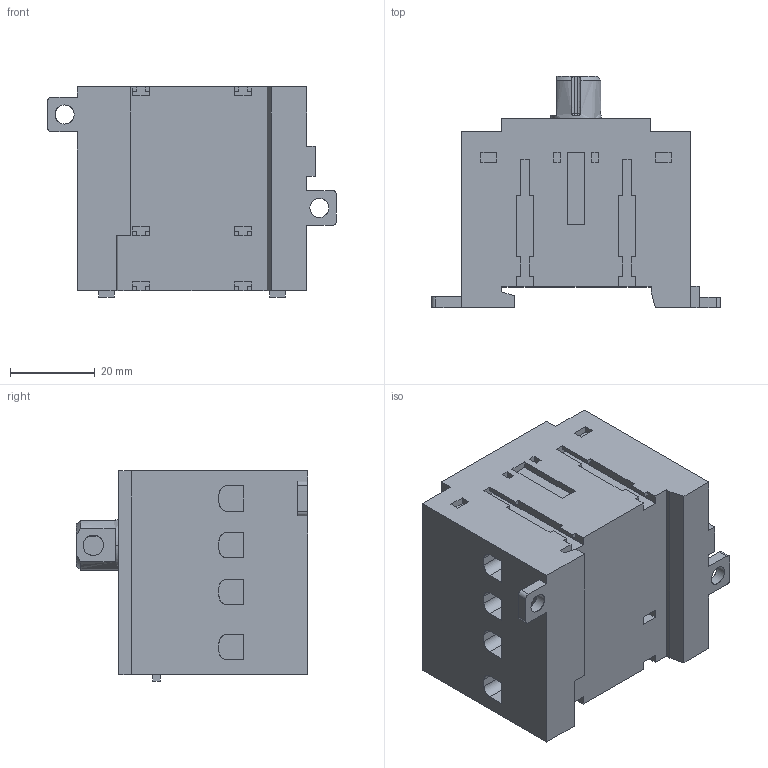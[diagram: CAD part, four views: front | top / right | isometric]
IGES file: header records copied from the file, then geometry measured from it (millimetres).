
Global section: file name: OT16-40F4N2-IGS.igs; preprocessor: I-DEAS 3D IGES Translator 11; date: 20081104.092144; units: millimetre
Bounding box: 68 x 54.5 x 49.5 mm (x, y, z)
Surface area: 20217.3 mm2 (no closed solid volume)
Topology: 0 solids, 0 shells, 356 faces, 1977 edges, 1954 vertices
Faces by surface type: bspline 356
